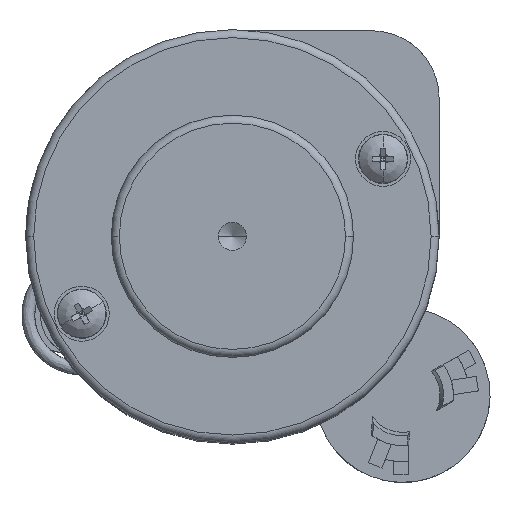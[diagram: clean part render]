
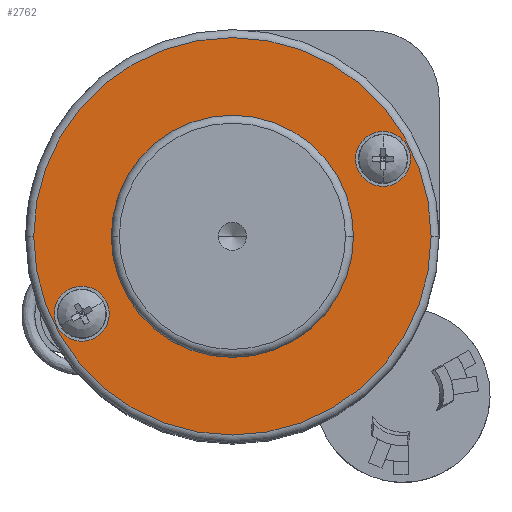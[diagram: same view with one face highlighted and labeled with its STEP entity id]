
A CAD part, top view. The second image highlights one B-rep face of the part: STEP entity #2762.
In plain terms, the highlighted planar face has unit normal (0, 0, 1).
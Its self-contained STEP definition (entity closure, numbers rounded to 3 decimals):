
#243=CARTESIAN_POINT('',(-37.25,0.,7.62));
#244=VERTEX_POINT('',#243);
#252=CARTESIAN_POINT('',(37.25,0.,7.62));
#253=VERTEX_POINT('',#252);
#254=CARTESIAN_POINT('',(0.0,0.0,7.62));
#255=DIRECTION('',(0.0,0.0,-1.0));
#256=DIRECTION('',(-1.0,0.0,0.0));
#257=AXIS2_PLACEMENT_3D('',#254,#255,#256);
#258=CIRCLE('',#257,37.25);
#259=EDGE_CURVE('',#244,#253,#258,.T.);
#283=CARTESIAN_POINT('',(-22.7,0.,7.62));
#284=VERTEX_POINT('',#283);
#293=CARTESIAN_POINT('',(22.7,0.,7.62));
#294=VERTEX_POINT('',#293);
#295=CARTESIAN_POINT('',(0.0,0.0,7.62));
#296=DIRECTION('',(0.0,0.0,-1.0));
#297=DIRECTION('',(-1.0,0.0,0.0));
#298=AXIS2_PLACEMENT_3D('',#295,#296,#297);
#299=CIRCLE('',#298,22.7);
#300=EDGE_CURVE('',#294,#284,#299,.T.);
#1247=CARTESIAN_POINT('',(-23.089,-14.513,7.62));
#1248=VERTEX_POINT('',#1247);
#1264=CARTESIAN_POINT('',(-33.389,-14.513,7.62));
#1265=VERTEX_POINT('',#1264);
#1272=CARTESIAN_POINT('',(-28.239,-14.513,7.62));
#1273=DIRECTION('',(0.0,0.0,-1.0));
#1274=DIRECTION('',(1.0,0.0,0.0));
#1275=AXIS2_PLACEMENT_3D('',#1272,#1273,#1274);
#1276=CIRCLE('',#1275,5.15);
#1277=EDGE_CURVE('',#1248,#1265,#1276,.T.);
#1373=CARTESIAN_POINT('',(23.089,14.513,7.62));
#1374=VERTEX_POINT('',#1373);
#1390=CARTESIAN_POINT('',(33.389,14.513,7.62));
#1391=VERTEX_POINT('',#1390);
#1398=CARTESIAN_POINT('',(28.239,14.513,7.62));
#1399=DIRECTION('',(0.0,0.0,-1.0));
#1400=DIRECTION('',(-1.0,0.0,0.0));
#1401=AXIS2_PLACEMENT_3D('',#1398,#1399,#1400);
#1402=CIRCLE('',#1401,5.15);
#1403=EDGE_CURVE('',#1374,#1391,#1402,.T.);
#1645=CARTESIAN_POINT('',(28.239,14.513,7.62));
#1646=DIRECTION('',(0.0,0.0,-1.0));
#1647=DIRECTION('',(-1.0,0.0,0.0));
#1648=AXIS2_PLACEMENT_3D('',#1645,#1646,#1647);
#1649=CIRCLE('',#1648,5.15);
#1650=EDGE_CURVE('',#1391,#1374,#1649,.T.);
#1749=CARTESIAN_POINT('',(-28.239,-14.513,7.62));
#1750=DIRECTION('',(0.0,0.0,-1.0));
#1751=DIRECTION('',(1.0,0.0,0.0));
#1752=AXIS2_PLACEMENT_3D('',#1749,#1750,#1751);
#1753=CIRCLE('',#1752,5.15);
#1754=EDGE_CURVE('',#1265,#1248,#1753,.T.);
#2675=CARTESIAN_POINT('',(0.0,0.0,7.62));
#2676=DIRECTION('',(0.0,0.0,-1.0));
#2677=DIRECTION('',(-1.0,0.0,0.0));
#2678=AXIS2_PLACEMENT_3D('',#2675,#2676,#2677);
#2679=CIRCLE('',#2678,22.7);
#2680=EDGE_CURVE('',#284,#294,#2679,.T.);
#2713=CARTESIAN_POINT('',(0.0,0.0,7.62));
#2714=DIRECTION('',(0.0,0.0,-1.0));
#2715=DIRECTION('',(-1.0,0.0,0.0));
#2716=AXIS2_PLACEMENT_3D('',#2713,#2714,#2715);
#2717=CIRCLE('',#2716,37.25);
#2718=EDGE_CURVE('',#253,#244,#2717,.T.);
#2741=CARTESIAN_POINT('',(0.0,0.0,7.62));
#2742=DIRECTION('',(0.0,0.0,-1.0));
#2743=DIRECTION('',(-1.0,0.0,0.0));
#2744=AXIS2_PLACEMENT_3D('',#2741,#2742,#2743);
#2745=PLANE('',#2744);
#2746=ORIENTED_EDGE('',*,*,#2718,.F.);
#2747=ORIENTED_EDGE('',*,*,#259,.F.);
#2748=EDGE_LOOP('',(#2746,#2747));
#2749=FACE_OUTER_BOUND('',#2748,.T.);
#2750=ORIENTED_EDGE('',*,*,#1403,.T.);
#2751=ORIENTED_EDGE('',*,*,#1650,.T.);
#2752=EDGE_LOOP('',(#2750,#2751));
#2753=FACE_BOUND('',#2752,.T.);
#2754=ORIENTED_EDGE('',*,*,#1277,.T.);
#2755=ORIENTED_EDGE('',*,*,#1754,.T.);
#2756=EDGE_LOOP('',(#2754,#2755));
#2757=FACE_BOUND('',#2756,.T.);
#2758=ORIENTED_EDGE('',*,*,#300,.T.);
#2759=ORIENTED_EDGE('',*,*,#2680,.T.);
#2760=EDGE_LOOP('',(#2758,#2759));
#2761=FACE_BOUND('',#2760,.T.);
#2762=ADVANCED_FACE('',(#2749,#2753,#2757,#2761),#2745,.F.);
